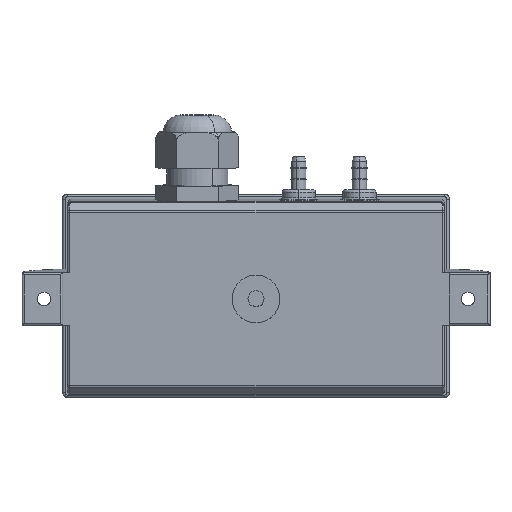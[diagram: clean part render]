
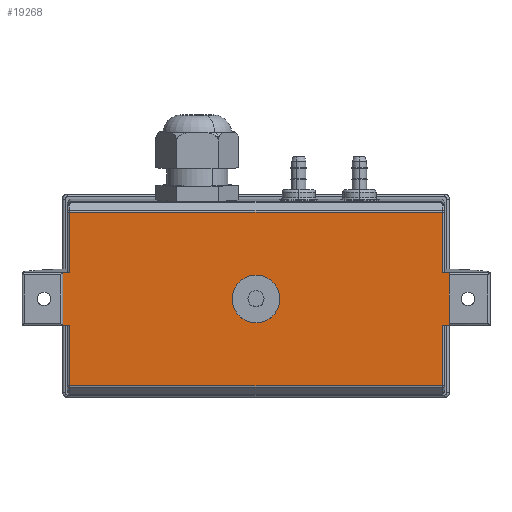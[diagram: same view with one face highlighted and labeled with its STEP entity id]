
A CAD part, left-side view. The second image highlights one B-rep face of the part: STEP entity #19268.
In plain terms, the highlighted planar face has unit normal (-1, 0, -0.026).
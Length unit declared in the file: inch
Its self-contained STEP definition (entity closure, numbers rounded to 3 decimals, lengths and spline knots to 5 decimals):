
#74 = LINE ( 'NONE', #4455, #312 ) ;
#267 = DIRECTION ( 'NONE',  ( -0.026, 0., 1. ) ) ;
#312 = VECTOR ( 'NONE', #1426, 39.37008 ) ;
#373 = VERTEX_POINT ( 'NONE', #541 ) ;
#478 = CARTESIAN_POINT ( 'NONE',  ( -0.11894, -2.49, -1.61409 ) ) ;
#541 = CARTESIAN_POINT ( 'NONE',  ( -0.13412, 2.46, -1.03429 ) ) ;
#614 = LINE ( 'NONE', #6360, #5779 ) ;
#619 = EDGE_CURVE ( 'NONE', #18169, #373, #1263, .T. ) ;
#878 = DIRECTION ( 'NONE',  ( 0., -1., 0. ) ) ;
#933 = VECTOR ( 'NONE', #13753, 39.37008 ) ;
#1263 = LINE ( 'NONE', #2887, #9160 ) ;
#1426 = DIRECTION ( 'NONE',  ( -0.026, 0., 1. ) ) ;
#1495 = ORIENTED_EDGE ( 'NONE', *, *, #2608, .T. ) ;
#1537 = CARTESIAN_POINT ( 'NONE',  ( -0.1158, -2.46, -1.73405 ) ) ;
#1594 = VECTOR ( 'NONE', #19780, 39.37008 ) ;
#1998 = DIRECTION ( 'NONE',  ( 0., -1., 0. ) ) ;
#2064 = PLANE ( 'NONE',  #19503 ) ;
#2608 = EDGE_CURVE ( 'NONE', #6401, #5882, #7074, .T. ) ;
#2707 = ORIENTED_EDGE ( 'NONE', *, *, #619, .T. ) ;
#2873 = DIRECTION ( 'NONE',  ( 0., -1., 0. ) ) ;
#2887 = CARTESIAN_POINT ( 'NONE',  ( -0.13412, 2.46, -1.03429 ) ) ;
#3213 = VERTEX_POINT ( 'NONE', #19921 ) ;
#3415 = CARTESIAN_POINT ( 'NONE',  ( -0.1158, 3.09, -1.73405 ) ) ;
#3455 = VECTOR ( 'NONE', #5279, 39.37008 ) ;
#3865 = CARTESIAN_POINT ( 'NONE',  ( -0.1158, -3.09, -1.73405 ) ) ;
#3962 = ORIENTED_EDGE ( 'NONE', *, *, #13798, .T. ) ;
#3980 = ORIENTED_EDGE ( 'NONE', *, *, #14135, .T. ) ;
#4046 = CARTESIAN_POINT ( 'NONE',  ( -0.155, -2.46, -0.23699 ) ) ;
#4083 = ORIENTED_EDGE ( 'NONE', *, *, #13098, .T. ) ;
#4140 = CARTESIAN_POINT ( 'NONE',  ( -0.13412, -3.09, -1.03429 ) ) ;
#4422 = CARTESIAN_POINT ( 'NONE',  ( -0.1158, 2.46, -1.73405 ) ) ;
#4455 = CARTESIAN_POINT ( 'NONE',  ( -0.1158, -2.5525, -1.73405 ) ) ;
#4525 = EDGE_CURVE ( 'NONE', #6379, #18226, #17664, .T. ) ;
#4683 = CARTESIAN_POINT ( 'NONE',  ( -0.155, 2.46, -0.23699 ) ) ;
#4693 = ORIENTED_EDGE ( 'NONE', *, *, #5860, .F. ) ;
#5121 = VECTOR ( 'NONE', #2873, 39.37008 ) ;
#5279 = DIRECTION ( 'NONE',  ( 0., 1., 0. ) ) ;
#5779 = VECTOR ( 'NONE', #16095, 39.37008 ) ;
#5782 = VERTEX_POINT ( 'NONE', #12731 ) ;
#5860 = EDGE_CURVE ( 'NONE', #18226, #6379, #7739, .T. ) ;
#5882 = VERTEX_POINT ( 'NONE', #4046 ) ;
#6139 = CARTESIAN_POINT ( 'NONE',  ( -0.12496, 0.315, -1.38417 ) ) ;
#6360 = CARTESIAN_POINT ( 'NONE',  ( -0.1158, 2.5525, -1.73405 ) ) ;
#6379 = VERTEX_POINT ( 'NONE', #20067 ) ;
#6401 = VERTEX_POINT ( 'NONE', #16955 ) ;
#6629 = LINE ( 'NONE', #15976, #12327 ) ;
#6642 = DIRECTION ( 'NONE',  ( 0., -1., 0. ) ) ;
#6676 = CARTESIAN_POINT ( 'NONE',  ( -0.09492, -2.46, -2.53135 ) ) ;
#6717 = VECTOR ( 'NONE', #9534, 39.37008 ) ;
#6918 = DIRECTION ( 'NONE',  ( 0., -1., 0. ) ) ;
#6987 = DIRECTION ( 'NONE',  ( -1., 0., -0.026 ) ) ;
#7074 = LINE ( 'NONE', #8958, #933 ) ;
#7739 = CIRCLE ( 'NONE', #16131, 0.315 ) ;
#7969 = FACE_BOUND ( 'NONE', #8150, .T. ) ;
#8114 = EDGE_CURVE ( 'NONE', #20465, #11722, #17948, .T. ) ;
#8150 = EDGE_LOOP ( 'NONE', ( #19801, #4693 ) ) ;
#8151 = LINE ( 'NONE', #19677, #3455 ) ;
#8700 = FACE_OUTER_BOUND ( 'NONE', #18415, .T. ) ;
#8906 = LINE ( 'NONE', #4140, #18057 ) ;
#8958 = CARTESIAN_POINT ( 'NONE',  ( -0.15532, -2.46, -0.22457 ) ) ;
#9160 = VECTOR ( 'NONE', #17271, 39.37008 ) ;
#9346 = LINE ( 'NONE', #12309, #5121 ) ;
#9534 = DIRECTION ( 'NONE',  ( 0., -1., 0. ) ) ;
#9622 = CARTESIAN_POINT ( 'NONE',  ( -0.09492, 2.46, -2.53135 ) ) ;
#9855 = DIRECTION ( 'NONE',  ( -1., 0., -0.026 ) ) ;
#10251 = CARTESIAN_POINT ( 'NONE',  ( -0.12496, 0., -1.38417 ) ) ;
#10362 = VERTEX_POINT ( 'NONE', #14657 ) ;
#10533 = VECTOR ( 'NONE', #267, 39.37008 ) ;
#10586 = ORIENTED_EDGE ( 'NONE', *, *, #18021, .F. ) ;
#10904 = VECTOR ( 'NONE', #6642, 39.37008 ) ;
#10940 = LINE ( 'NONE', #15632, #6717 ) ;
#11117 = EDGE_CURVE ( 'NONE', #5782, #11629, #74, .T. ) ;
#11629 = VERTEX_POINT ( 'NONE', #20280 ) ;
#11722 = VERTEX_POINT ( 'NONE', #1537 ) ;
#12054 = DIRECTION ( 'NONE',  ( 0., 1., 0. ) ) ;
#12114 = LINE ( 'NONE', #3415, #10904 ) ;
#12309 = CARTESIAN_POINT ( 'NONE',  ( -0.09492, -2.49, -2.53135 ) ) ;
#12327 = VECTOR ( 'NONE', #16460, 39.37008 ) ;
#12731 = CARTESIAN_POINT ( 'NONE',  ( -0.1158, -2.5525, -1.73405 ) ) ;
#12851 = ORIENTED_EDGE ( 'NONE', *, *, #15452, .T. ) ;
#13098 = EDGE_CURVE ( 'NONE', #13353, #14393, #6629, .T. ) ;
#13353 = VERTEX_POINT ( 'NONE', #4422 ) ;
#13716 = ORIENTED_EDGE ( 'NONE', *, *, #17787, .F. ) ;
#13753 = DIRECTION ( 'NONE',  ( -0.026, 0., 1. ) ) ;
#13798 = EDGE_CURVE ( 'NONE', #11629, #6401, #8906, .T. ) ;
#14135 = EDGE_CURVE ( 'NONE', #5882, #18169, #8151, .T. ) ;
#14393 = VERTEX_POINT ( 'NONE', #9622 ) ;
#14657 = CARTESIAN_POINT ( 'NONE',  ( -0.1158, 2.5525, -1.73405 ) ) ;
#15075 = ORIENTED_EDGE ( 'NONE', *, *, #19743, .T. ) ;
#15452 = EDGE_CURVE ( 'NONE', #14393, #20465, #9346, .T. ) ;
#15632 = CARTESIAN_POINT ( 'NONE',  ( -0.13412, 3.09, -1.03429 ) ) ;
#15722 = AXIS2_PLACEMENT_3D ( 'NONE', #19816, #6987, #878 ) ;
#15976 = CARTESIAN_POINT ( 'NONE',  ( -0.09459, 2.46, -2.54378 ) ) ;
#16095 = DIRECTION ( 'NONE',  ( -0.026, 0., 1. ) ) ;
#16131 = AXIS2_PLACEMENT_3D ( 'NONE', #10251, #16625, #6918 ) ;
#16460 = DIRECTION ( 'NONE',  ( 0.026, 0., -1. ) ) ;
#16625 = DIRECTION ( 'NONE',  ( -1., 0., -0.026 ) ) ;
#16775 = ORIENTED_EDGE ( 'NONE', *, *, #18665, .F. ) ;
#16955 = CARTESIAN_POINT ( 'NONE',  ( -0.13412, -2.46, -1.03429 ) ) ;
#17271 = DIRECTION ( 'NONE',  ( 0.026, 0., -1. ) ) ;
#17589 = CARTESIAN_POINT ( 'NONE',  ( -0.1158, -2.46, -1.73405 ) ) ;
#17656 = LINE ( 'NONE', #3865, #1594 ) ;
#17664 = CIRCLE ( 'NONE', #15722, 0.315 ) ;
#17787 = EDGE_CURVE ( 'NONE', #10362, #3213, #614, .T. ) ;
#17948 = LINE ( 'NONE', #17589, #10533 ) ;
#18021 = EDGE_CURVE ( 'NONE', #5782, #11722, #17656, .T. ) ;
#18057 = VECTOR ( 'NONE', #12054, 39.37008 ) ;
#18169 = VERTEX_POINT ( 'NONE', #4683 ) ;
#18226 = VERTEX_POINT ( 'NONE', #6139 ) ;
#18415 = EDGE_LOOP ( 'NONE', ( #15075, #4083, #12851, #18444, #10586, #18883, #3962, #1495, #3980, #2707, #16775, #13716 ) ) ;
#18444 = ORIENTED_EDGE ( 'NONE', *, *, #8114, .T. ) ;
#18665 = EDGE_CURVE ( 'NONE', #3213, #373, #10940, .T. ) ;
#18883 = ORIENTED_EDGE ( 'NONE', *, *, #11117, .T. ) ;
#19268 = ADVANCED_FACE ( 'NONE', ( #8700, #7969 ), #2064, .T. ) ;
#19503 = AXIS2_PLACEMENT_3D ( 'NONE', #478, #9855, #1998 ) ;
#19677 = CARTESIAN_POINT ( 'NONE',  ( -0.155, -2.49, -0.23699 ) ) ;
#19743 = EDGE_CURVE ( 'NONE', #10362, #13353, #12114, .T. ) ;
#19780 = DIRECTION ( 'NONE',  ( 0., 1., 0. ) ) ;
#19801 = ORIENTED_EDGE ( 'NONE', *, *, #4525, .F. ) ;
#19816 = CARTESIAN_POINT ( 'NONE',  ( -0.12496, 0., -1.38417 ) ) ;
#19921 = CARTESIAN_POINT ( 'NONE',  ( -0.13412, 2.5525, -1.03429 ) ) ;
#20067 = CARTESIAN_POINT ( 'NONE',  ( -0.12496, -0.315, -1.38417 ) ) ;
#20280 = CARTESIAN_POINT ( 'NONE',  ( -0.13412, -2.5525, -1.03429 ) ) ;
#20465 = VERTEX_POINT ( 'NONE', #6676 ) ;
